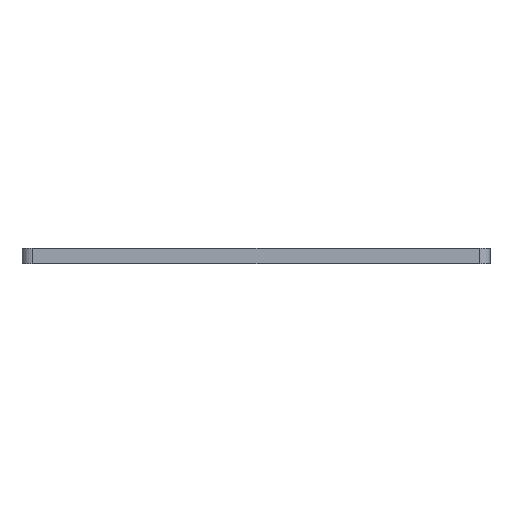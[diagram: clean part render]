
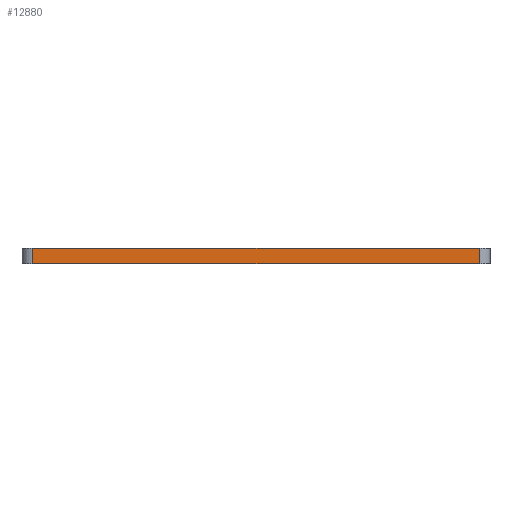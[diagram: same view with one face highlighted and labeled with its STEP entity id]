
A CAD part, left-side view. The second image highlights one B-rep face of the part: STEP entity #12880.
In plain terms, the highlighted planar face has unit normal (-1, 0, 0).
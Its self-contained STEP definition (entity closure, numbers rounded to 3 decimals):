
#59 = DIRECTION ( 'NONE',  ( 0., 0., 1. ) ) ;
#258 = CARTESIAN_POINT ( 'NONE',  ( 835.525, 402.897, 3. ) ) ;
#581 = EDGE_CURVE ( 'NONE', #2883, #6605, #11475, .T. ) ;
#880 = DIRECTION ( 'NONE',  ( 0., 0., -1. ) ) ;
#1762 = DIRECTION ( 'NONE',  ( 1., 0., 0. ) ) ;
#2294 = EDGE_CURVE ( 'NONE', #2883, #2725, #3150, .T. ) ;
#2412 = CARTESIAN_POINT ( 'NONE',  ( 835.525, 316.091, 0. ) ) ;
#2659 = DIRECTION ( 'NONE',  ( 0., 0., -1. ) ) ;
#2725 = VERTEX_POINT ( 'NONE', #4078 ) ;
#2883 = VERTEX_POINT ( 'NONE', #9352 ) ;
#3150 = LINE ( 'NONE', #258, #11970 ) ;
#3338 = ORIENTED_EDGE ( 'NONE', *, *, #2294, .F. ) ;
#3612 = CARTESIAN_POINT ( 'NONE',  ( 835.525, 400.897, 3. ) ) ;
#3965 = VECTOR ( 'NONE', #12099, 1000. ) ;
#4078 = CARTESIAN_POINT ( 'NONE',  ( 835.525, 316.091, 3. ) ) ;
#4853 = PLANE ( 'NONE',  #7531 ) ;
#4905 = LINE ( 'NONE', #5987, #3965 ) ;
#5392 = ORIENTED_EDGE ( 'NONE', *, *, #8657, .T. ) ;
#5475 = ORIENTED_EDGE ( 'NONE', *, *, #581, .T. ) ;
#5987 = CARTESIAN_POINT ( 'NONE',  ( 835.525, 402.897, 0. ) ) ;
#6116 = CARTESIAN_POINT ( 'NONE',  ( 835.525, 400.897, 0. ) ) ;
#6605 = VERTEX_POINT ( 'NONE', #6116 ) ;
#7477 = LINE ( 'NONE', #11107, #10346 ) ;
#7531 = AXIS2_PLACEMENT_3D ( 'NONE', #8983, #1762, #880 ) ;
#8648 = VECTOR ( 'NONE', #2659, 1000. ) ;
#8657 = EDGE_CURVE ( 'NONE', #8723, #2725, #7477, .T. ) ;
#8723 = VERTEX_POINT ( 'NONE', #2412 ) ;
#8983 = CARTESIAN_POINT ( 'NONE',  ( 835.525, 402.897, 3. ) ) ;
#9352 = CARTESIAN_POINT ( 'NONE',  ( 835.525, 400.897, 3. ) ) ;
#10084 = ORIENTED_EDGE ( 'NONE', *, *, #12396, .T. ) ;
#10327 = EDGE_LOOP ( 'NONE', ( #10084, #5392, #3338, #5475 ) ) ;
#10346 = VECTOR ( 'NONE', #59, 1000. ) ;
#10354 = DIRECTION ( 'NONE',  ( 0., -1., 0. ) ) ;
#10450 = FACE_OUTER_BOUND ( 'NONE', #10327, .T. ) ;
#11107 = CARTESIAN_POINT ( 'NONE',  ( 835.525, 316.091, 3. ) ) ;
#11475 = LINE ( 'NONE', #3612, #8648 ) ;
#11970 = VECTOR ( 'NONE', #10354, 1000. ) ;
#12099 = DIRECTION ( 'NONE',  ( 0., -1., 0. ) ) ;
#12396 = EDGE_CURVE ( 'NONE', #6605, #8723, #4905, .T. ) ;
#12880 = ADVANCED_FACE ( 'NONE', ( #10450 ), #4853, .F. ) ;
